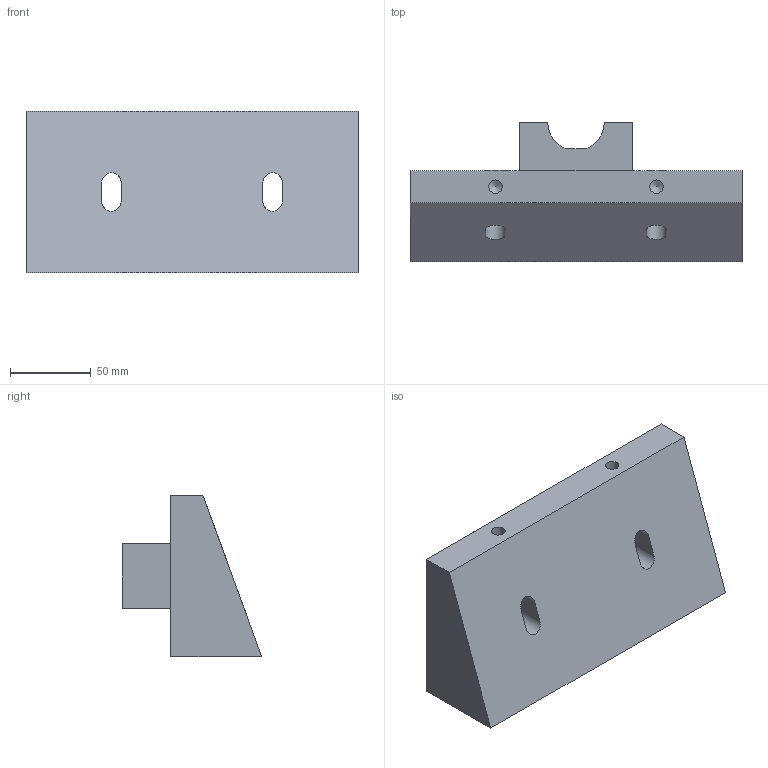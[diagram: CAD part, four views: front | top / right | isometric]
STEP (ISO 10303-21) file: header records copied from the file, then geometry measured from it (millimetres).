
FILE_DESCRIPTION(/* description */ (''),/* implementation_level */ '2;1');
FILE_NAME(/* name */ 'Motorhalterung_BG1.stp',/* time_stamp */ '2020-10-28T14:59:08+01:00',/* author */ ('Chris'),/* organization */ (''),/* preprocessor_version */ 'ST-DEVELOPER v18',/* originating_system */ 'Autodesk Inventor 2020',/* authorisation */ '');
FILE_SCHEMA (('AUTOMOTIVE_DESIGN { 1 0 10303 214 3 1 1 }'));
Length unit declared in the file: millimetre
Products named in the file (3): Motorhalterung_BG1; Motorhalterung_BT2.1; Motorhalterung_BT4
Assembly tree (2 placements, depth 2):
  Motorhalterung_BG1
    Motorhalterung_BT2.1
    Motorhalterung_BT4
Bounding box: 206 x 86.4 x 100 mm (x, y, z)
Volume: 826336.9 mm3; surface area: 84400.3 mm2
Topology: 2 solids, 2 shells, 32 faces, 88 edges, 60 vertices
Faces by surface type: plane 18, cylinder 10, cone 4
Full cylindrical faces by diameter (mm): 8.376 x4
Entity records: 1125 total; most frequent: DIRECTION 186, CARTESIAN_POINT 181, ORIENTED_EDGE 168, EDGE_CURVE 84, AXIS2_PLACEMENT_3D 65, VERTEX_POINT 60, LINE 56, VECTOR 56
